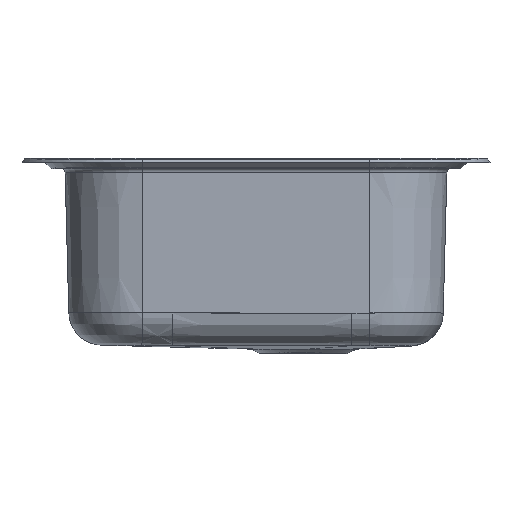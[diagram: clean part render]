
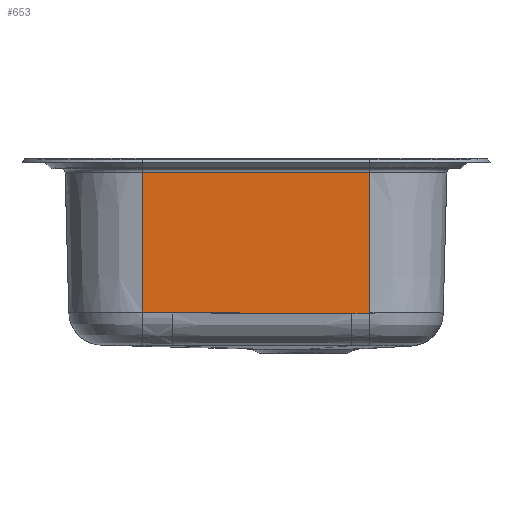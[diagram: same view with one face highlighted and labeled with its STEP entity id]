
A CAD part, left-side view. The second image highlights one B-rep face of the part: STEP entity #653.
In plain terms, the highlighted planar face has unit normal (-1, 0, -0.026).
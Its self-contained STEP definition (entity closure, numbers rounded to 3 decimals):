
#288=LINE('',#8208,#427);
#290=LINE('',#8212,#429);
#295=LINE('',#8226,#434);
#427=VECTOR('',#3795,1.);
#429=VECTOR('',#3801,1.);
#434=VECTOR('',#3816,1.);
#653=ADVANCED_FACE('',(#1124),#756,.F.);
#756=PLANE('',#3456);
#889=B_SPLINE_CURVE_WITH_KNOTS('',3,(#7589,#7590,#7591,#7592),.UNSPECIFIED.,
.F.,.F.,(4,4),(0.,1.),.UNSPECIFIED.);
#891=B_SPLINE_CURVE_WITH_KNOTS('',3,(#7620,#7621,#7622,#7623,#7624,#7625,
#7626,#7627,#7628,#7629,#7630,#7631,#7632),.UNSPECIFIED.,.F.,.F.,(4,3,3,
3,4),(0.,0.076,0.466,0.726,1.),.UNSPECIFIED.);
#892=B_SPLINE_CURVE_WITH_KNOTS('',3,(#7645,#7646,#7647,#7648),.UNSPECIFIED.,
.F.,.F.,(4,4),(0.,1.),.UNSPECIFIED.);
#1124=FACE_OUTER_BOUND('',#1328,.T.);
#1328=EDGE_LOOP('',(#2127,#2128,#2129,#2130,#2131,#2132));
#2127=ORIENTED_EDGE('',*,*,#3127,.T.);
#2128=ORIENTED_EDGE('',*,*,#3136,.T.);
#2129=ORIENTED_EDGE('',*,*,#3129,.F.);
#2130=ORIENTED_EDGE('',*,*,#3102,.T.);
#2131=ORIENTED_EDGE('',*,*,#3101,.T.);
#2132=ORIENTED_EDGE('',*,*,#3099,.T.);
#2653=VERTEX_POINT('',#7586);
#2654=VERTEX_POINT('',#7588);
#2655=VERTEX_POINT('',#7619);
#2656=VERTEX_POINT('',#7649);
#2668=VERTEX_POINT('',#8207);
#2669=VERTEX_POINT('',#8213);
#3099=EDGE_CURVE('',#2653,#2654,#889,.T.);
#3101=EDGE_CURVE('',#2655,#2653,#891,.T.);
#3102=EDGE_CURVE('',#2656,#2655,#892,.T.);
#3127=EDGE_CURVE('',#2654,#2668,#288,.T.);
#3129=EDGE_CURVE('',#2656,#2669,#290,.T.);
#3136=EDGE_CURVE('',#2668,#2669,#295,.T.);
#3456=AXIS2_PLACEMENT_3D('',#8227,#3817,#3818);
#3795=DIRECTION('',(-0.026,0.,1.));
#3801=DIRECTION('',(-0.026,0.,1.));
#3816=DIRECTION('',(0.,1.,0.));
#3817=DIRECTION('',(1.,0.,0.026));
#3818=DIRECTION('',(0.026,0.,-1.));
#7586=CARTESIAN_POINT('',(-370.012,-100.235,-157.306));
#7588=CARTESIAN_POINT('',(-370.015,-119.,-157.208));
#7589=CARTESIAN_POINT('',(-370.012,-100.235,-157.306));
#7590=CARTESIAN_POINT('',(-370.012,-106.49,-157.306));
#7591=CARTESIAN_POINT('',(-370.013,-112.745,-157.27));
#7592=CARTESIAN_POINT('',(-370.015,-119.,-157.208));
#7619=CARTESIAN_POINT('',(-370.016,87.492,-157.145));
#7620=CARTESIAN_POINT('',(-370.016,87.492,-157.145));
#7621=CARTESIAN_POINT('',(-370.016,82.714,-157.152));
#7622=CARTESIAN_POINT('',(-370.016,77.937,-157.159));
#7623=CARTESIAN_POINT('',(-370.016,73.159,-157.166));
#7624=CARTESIAN_POINT('',(-370.015,48.772,-157.2));
#7625=CARTESIAN_POINT('',(-370.014,24.384,-157.232));
#7626=CARTESIAN_POINT('',(-370.013,-0.003,-157.256));
#7627=CARTESIAN_POINT('',(-370.013,-16.262,-157.272));
#7628=CARTESIAN_POINT('',(-370.013,-32.52,-157.285));
#7629=CARTESIAN_POINT('',(-370.012,-48.778,-157.293));
#7630=CARTESIAN_POINT('',(-370.012,-65.931,-157.302));
#7631=CARTESIAN_POINT('',(-370.012,-83.083,-157.306));
#7632=CARTESIAN_POINT('',(-370.012,-100.235,-157.306));
#7645=CARTESIAN_POINT('',(-370.023,119.,-156.9));
#7646=CARTESIAN_POINT('',(-370.02,108.498,-157.019));
#7647=CARTESIAN_POINT('',(-370.017,97.995,-157.114));
#7648=CARTESIAN_POINT('',(-370.016,87.492,-157.145));
#7649=CARTESIAN_POINT('',(-370.023,119.,-156.9));
#8207=CARTESIAN_POINT('',(-373.872,-119.,-9.895));
#8208=CARTESIAN_POINT('',(-374.,-119.,-5.026));
#8212=CARTESIAN_POINT('',(-374.,119.,-5.026));
#8213=CARTESIAN_POINT('',(-373.872,119.,-9.895));
#8226=CARTESIAN_POINT('',(-373.872,0.,-9.895));
#8227=CARTESIAN_POINT('',(-374.,0.,-5.026));
